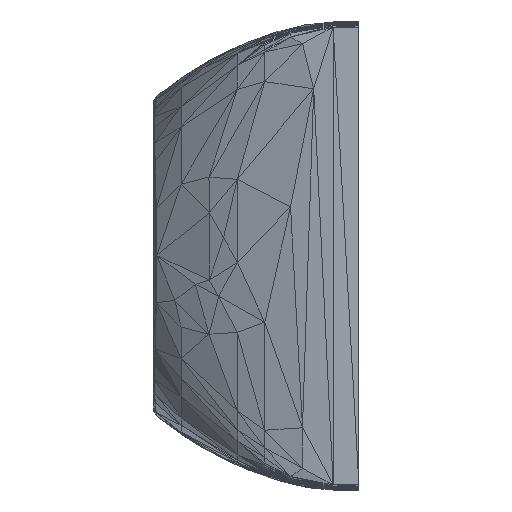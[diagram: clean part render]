
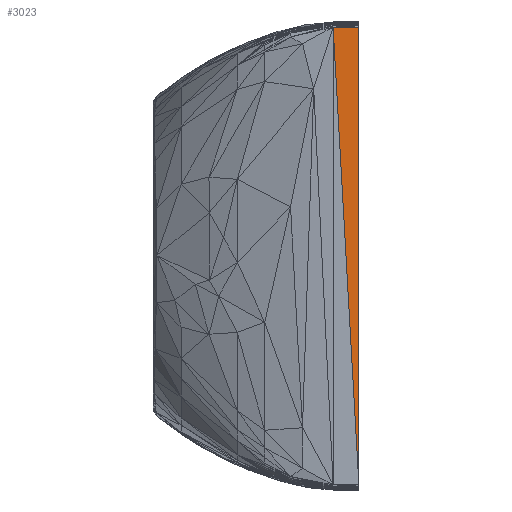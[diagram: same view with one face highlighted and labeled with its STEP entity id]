
A CAD part, left-side view. The second image highlights one B-rep face of the part: STEP entity #3023.
In plain terms, the highlighted planar face has unit normal (-1, 0, 0).
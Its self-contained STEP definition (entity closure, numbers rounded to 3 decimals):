
#2702 = VERTEX_POINT('',#2703);
#2703 = CARTESIAN_POINT('',(-23.219,0.394,
    3.504));
#2724 = VERTEX_POINT('',#2725);
#2725 = CARTESIAN_POINT('',(-23.219,0.,-3.504));
#3006 = EDGE_CURVE('',#2724,#2702,#3007,.T.);
#3007 = LINE('',#3008,#3009);
#3008 = CARTESIAN_POINT('',(-23.219,0.,-3.504));
#3009 = VECTOR('',#3010,1.);
#3010 = DIRECTION('',(0.,0.056,0.998));
#3023 = ADVANCED_FACE('',(#3024),#3041,.T.);
#3024 = FACE_BOUND('',#3025,.T.);
#3025 = EDGE_LOOP('',(#3026,#3034,#3035));
#3026 = ORIENTED_EDGE('',*,*,#3027,.T.);
#3027 = EDGE_CURVE('',#3028,#2702,#3030,.T.);
#3028 = VERTEX_POINT('',#3029);
#3029 = CARTESIAN_POINT('',(-23.219,0.,3.504));
#3030 = LINE('',#3031,#3032);
#3031 = CARTESIAN_POINT('',(-23.219,0.,3.504));
#3032 = VECTOR('',#3033,1.);
#3033 = DIRECTION('',(0.,1.,0.));
#3034 = ORIENTED_EDGE('',*,*,#3006,.F.);
#3035 = ORIENTED_EDGE('',*,*,#3036,.T.);
#3036 = EDGE_CURVE('',#2724,#3028,#3037,.T.);
#3037 = LINE('',#3038,#3039);
#3038 = CARTESIAN_POINT('',(-23.219,0.,-3.504));
#3039 = VECTOR('',#3040,1.);
#3040 = DIRECTION('',(0.,0.,1.));
#3041 = PLANE('',#3042);
#3042 = AXIS2_PLACEMENT_3D('',#3043,#3044,#3045);
#3043 = CARTESIAN_POINT('',(-23.219,0.101,
    0.096));
#3044 = DIRECTION('',(-1.,0.,0.));
#3045 = DIRECTION('',(0.,-1.,0.));
